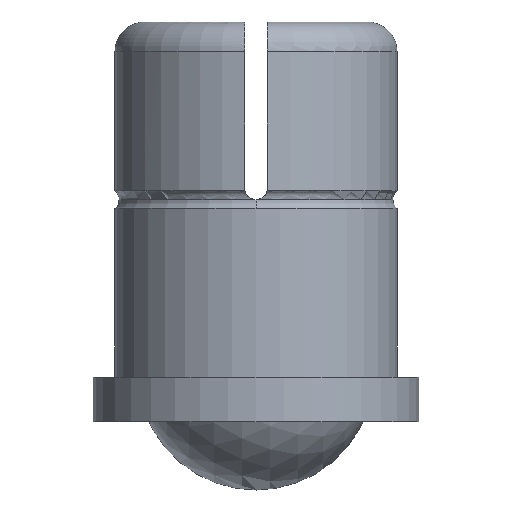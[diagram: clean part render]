
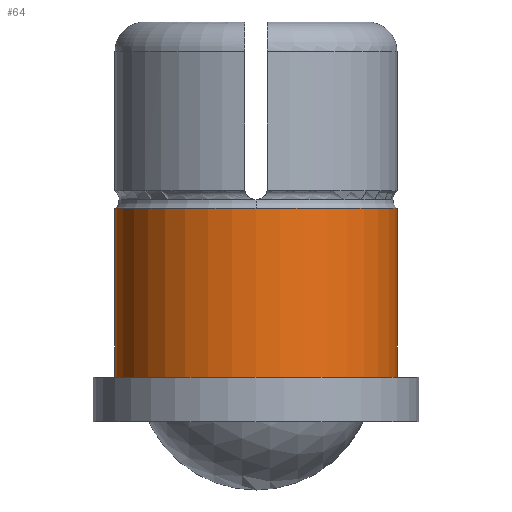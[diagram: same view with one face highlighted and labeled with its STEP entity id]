
A CAD part, front view. The second image highlights one B-rep face of the part: STEP entity #64.
In plain terms, the highlighted cylindrical face has radius 4.763 mm (diameter 9.525 mm), a partial arc.
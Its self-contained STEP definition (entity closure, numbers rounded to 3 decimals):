
#64=ADVANCED_FACE('',(#150),#151,.T.);
#150=FACE_OUTER_BOUND('',#259,.T.);
#151=CYLINDRICAL_SURFACE('',#260,4.763);
#259=EDGE_LOOP('',(#375,#376,#377,#378,#379));
#260=AXIS2_PLACEMENT_3D('',#380,#381,#382);
#375=ORIENTED_EDGE('',*,*,#656,.F.);
#376=ORIENTED_EDGE('',*,*,#657,.T.);
#377=ORIENTED_EDGE('',*,*,#658,.T.);
#378=ORIENTED_EDGE('',*,*,#659,.F.);
#379=ORIENTED_EDGE('',*,*,#660,.F.);
#380=CARTESIAN_POINT('',(0.,0.0,9.303));
#381=DIRECTION('',(0.,0.,-1.0));
#382=DIRECTION('',(1.0,0.,0.));
#656=EDGE_CURVE('',#781,#782,#783,.T.);
#657=EDGE_CURVE('',#781,#784,#785,.T.);
#658=EDGE_CURVE('',#784,#786,#787,.T.);
#659=EDGE_CURVE('',#788,#786,#789,.T.);
#660=EDGE_CURVE('',#782,#788,#790,.T.);
#781=VERTEX_POINT('',#1153);
#782=VERTEX_POINT('',#1154);
#783=LINE('',#1155,#1156);
#784=VERTEX_POINT('',#1157);
#785=CIRCLE('',#1158,4.763);
#786=VERTEX_POINT('',#1159);
#787=CIRCLE('',#1160,4.763);
#788=VERTEX_POINT('',#1161);
#789=LINE('',#1162,#1163);
#790=CIRCLE('',#1164,4.763);
#1153=CARTESIAN_POINT('',(4.763,0.,9.507));
#1154=CARTESIAN_POINT('',(4.763,0.,3.81));
#1155=CARTESIAN_POINT('',(4.763,0.,9.303));
#1156=VECTOR('',#1703,1.0);
#1157=CARTESIAN_POINT('',(0.,-4.763,9.507));
#1158=AXIS2_PLACEMENT_3D('',#1704,#1705,#1706);
#1159=CARTESIAN_POINT('',(-4.763,0.,9.507));
#1160=AXIS2_PLACEMENT_3D('',#1707,#1708,#1709);
#1161=CARTESIAN_POINT('',(-4.763,0.,3.81));
#1162=CARTESIAN_POINT('',(-4.763,0.,9.303));
#1163=VECTOR('',#1710,1.0);
#1164=AXIS2_PLACEMENT_3D('',#1711,#1712,#1713);
#1703=DIRECTION('',(0.,0.0,-1.0));
#1704=CARTESIAN_POINT('',(0.,0.0,9.507));
#1705=DIRECTION('',(0.,0.,-1.0));
#1706=DIRECTION('',(1.0,0.,0.));
#1707=CARTESIAN_POINT('',(0.,0.0,9.507));
#1708=DIRECTION('',(0.,0.,-1.0));
#1709=DIRECTION('',(1.0,0.,0.));
#1710=DIRECTION('',(0.,-0.0,1.0));
#1711=CARTESIAN_POINT('',(0.,0.0,3.81));
#1712=DIRECTION('',(0.,0.,-1.0));
#1713=DIRECTION('',(1.0,0.,0.));
